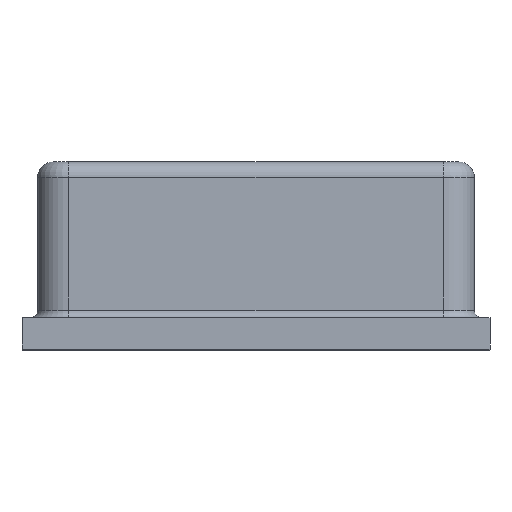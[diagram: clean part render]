
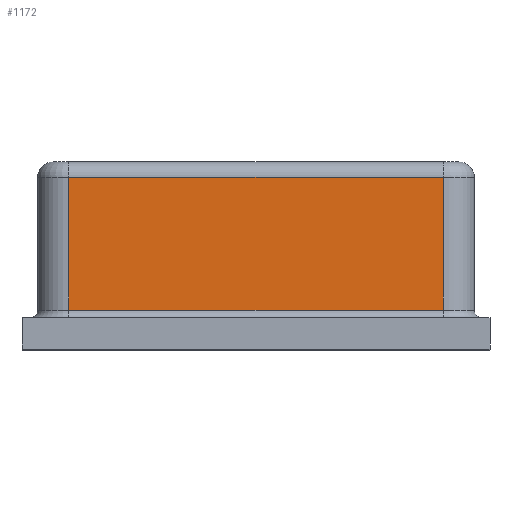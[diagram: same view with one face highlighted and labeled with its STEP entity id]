
A CAD part, top view. The second image highlights one B-rep face of the part: STEP entity #1172.
In plain terms, the highlighted planar face has unit normal (0, 0, 1).
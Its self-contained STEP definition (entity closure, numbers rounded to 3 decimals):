
#52 = CARTESIAN_POINT ( 'NONE',  ( -1.2, 0.25, 1.9 ) ) ;
#335 = DIRECTION ( 'NONE',  ( 1., 0., 0. ) ) ;
#440 = VECTOR ( 'NONE', #2994, 1000. ) ;
#474 = FACE_OUTER_BOUND ( 'NONE', #1987, .T. ) ;
#491 = CARTESIAN_POINT ( 'NONE',  ( 1.2, 1.1, 1.9 ) ) ;
#497 = PLANE ( 'NONE',  #1401 ) ;
#654 = EDGE_CURVE ( 'NONE', #1961, #2551, #982, .T. ) ;
#766 = VECTOR ( 'NONE', #1832, 1000. ) ;
#979 = VECTOR ( 'NONE', #335, 1000. ) ;
#982 = LINE ( 'NONE', #2110, #766 ) ;
#1172 = ADVANCED_FACE ( 'NONE', ( #474 ), #497, .F. ) ;
#1401 = AXIS2_PLACEMENT_3D ( 'NONE', #2697, #3566, #3584 ) ;
#1559 = ORIENTED_EDGE ( 'NONE', *, *, #2804, .F. ) ;
#1659 = CARTESIAN_POINT ( 'NONE',  ( 1.2, 0.25, 1.9 ) ) ;
#1812 = LINE ( 'NONE', #3452, #2463 ) ;
#1832 = DIRECTION ( 'NONE',  ( -1., 0., 0. ) ) ;
#1961 = VERTEX_POINT ( 'NONE', #491 ) ;
#1966 = EDGE_CURVE ( 'NONE', #2551, #2313, #3581, .T. ) ;
#1987 = EDGE_LOOP ( 'NONE', ( #2681, #2389, #1559, #3233 ) ) ;
#2013 = CARTESIAN_POINT ( 'NONE',  ( -1.2, 0.25, 1.9 ) ) ;
#2110 = CARTESIAN_POINT ( 'NONE',  ( -1.2, 1.1, 1.9 ) ) ;
#2111 = DIRECTION ( 'NONE',  ( 0., -1., 0. ) ) ;
#2228 = VERTEX_POINT ( 'NONE', #1659 ) ;
#2313 = VERTEX_POINT ( 'NONE', #52 ) ;
#2389 = ORIENTED_EDGE ( 'NONE', *, *, #2692, .T. ) ;
#2463 = VECTOR ( 'NONE', #2111, 1000. ) ;
#2497 = CARTESIAN_POINT ( 'NONE',  ( -1.2, 1.1, 1.9 ) ) ;
#2551 = VERTEX_POINT ( 'NONE', #2497 ) ;
#2681 = ORIENTED_EDGE ( 'NONE', *, *, #1966, .T. ) ;
#2692 = EDGE_CURVE ( 'NONE', #2313, #2228, #2834, .T. ) ;
#2697 = CARTESIAN_POINT ( 'NONE',  ( -1.2, 1.2, 1.9 ) ) ;
#2804 = EDGE_CURVE ( 'NONE', #1961, #2228, #1812, .T. ) ;
#2834 = LINE ( 'NONE', #2013, #979 ) ;
#2994 = DIRECTION ( 'NONE',  ( 0., -1., 0. ) ) ;
#3233 = ORIENTED_EDGE ( 'NONE', *, *, #654, .T. ) ;
#3452 = CARTESIAN_POINT ( 'NONE',  ( 1.2, 1.2, 1.9 ) ) ;
#3566 = DIRECTION ( 'NONE',  ( 0., 0., -1. ) ) ;
#3581 = LINE ( 'NONE', #3613, #440 ) ;
#3584 = DIRECTION ( 'NONE',  ( -1., 0., 0. ) ) ;
#3613 = CARTESIAN_POINT ( 'NONE',  ( -1.2, 1.2, 1.9 ) ) ;
